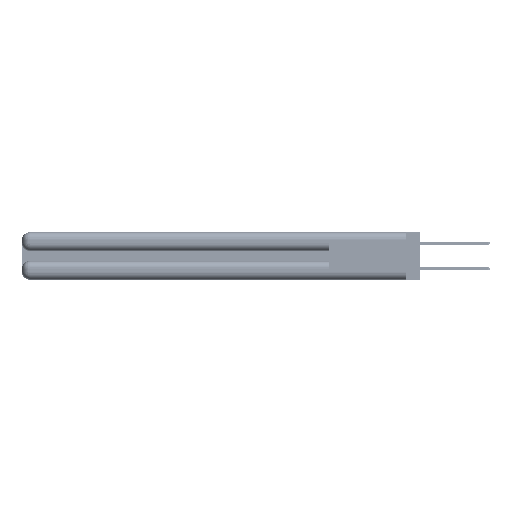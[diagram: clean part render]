
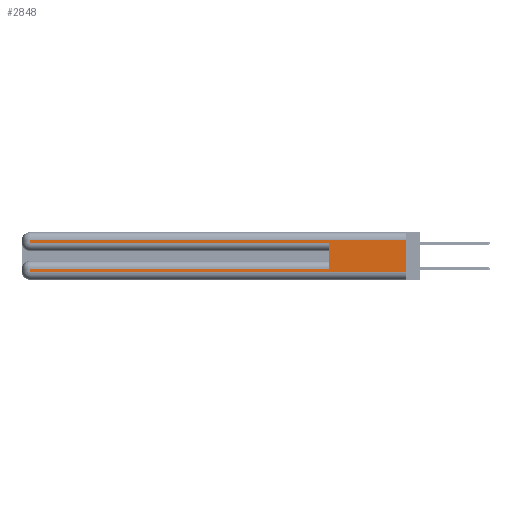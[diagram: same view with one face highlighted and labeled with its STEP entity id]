
A CAD part, left-side view. The second image highlights one B-rep face of the part: STEP entity #2848.
In plain terms, the highlighted planar face has unit normal (-1, 0, 0).
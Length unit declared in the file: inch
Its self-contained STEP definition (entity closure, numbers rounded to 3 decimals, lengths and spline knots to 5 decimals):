
#596 = PLANE ( 'NONE',  #56005 ) ;
#708 = DIRECTION ( 'NONE',  ( 0., 1., 0. ) ) ;
#1706 = LINE ( 'NONE', #27334, #17067 ) ;
#2848 = ADVANCED_FACE ( 'NONE', ( #28670 ), #596, .F. ) ;
#3219 = VECTOR ( 'NONE', #32556, 39.37008 ) ;
#3305 = CARTESIAN_POINT ( 'NONE',  ( 0., 2.94, 0.06 ) ) ;
#3728 = VECTOR ( 'NONE', #22985, 39.37008 ) ;
#4960 = ORIENTED_EDGE ( 'NONE', *, *, #18561, .T. ) ;
#4992 = CARTESIAN_POINT ( 'NONE',  ( 0., 0., 0.085 ) ) ;
#5625 = DIRECTION ( 'NONE',  ( 0., 0., -1. ) ) ;
#7618 = ORIENTED_EDGE ( 'NONE', *, *, #31158, .T. ) ;
#9503 = CARTESIAN_POINT ( 'NONE',  ( 0., 0., 0.31 ) ) ;
#10246 = VECTOR ( 'NONE', #49888, 39.37008 ) ;
#11034 = CARTESIAN_POINT ( 'NONE',  ( 0., 2.94, 0.085 ) ) ;
#13425 = CARTESIAN_POINT ( 'NONE',  ( 0., 0., 0.31 ) ) ;
#15764 = VECTOR ( 'NONE', #16566, 39.37008 ) ;
#16566 = DIRECTION ( 'NONE',  ( 0., 0., -1. ) ) ;
#17067 = VECTOR ( 'NONE', #27721, 39.37008 ) ;
#17213 = ORIENTED_EDGE ( 'NONE', *, *, #22275, .T. ) ;
#18020 = VERTEX_POINT ( 'NONE', #50555 ) ;
#18561 = EDGE_CURVE ( 'NONE', #48661, #51342, #1706, .T. ) ;
#19835 = EDGE_LOOP ( 'NONE', ( #45598, #44962, #17213, #7618, #22781, #49077, #51672, #4960 ) ) ;
#21208 = LINE ( 'NONE', #9503, #3728 ) ;
#22275 = EDGE_CURVE ( 'NONE', #18020, #46782, #47888, .T. ) ;
#22509 = LINE ( 'NONE', #46615, #35783 ) ;
#22781 = ORIENTED_EDGE ( 'NONE', *, *, #49095, .F. ) ;
#22985 = DIRECTION ( 'NONE',  ( 0., 1., 0. ) ) ;
#23573 = VERTEX_POINT ( 'NONE', #13425 ) ;
#23639 = EDGE_CURVE ( 'NONE', #23573, #18020, #21208, .T. ) ;
#24195 = LINE ( 'NONE', #54231, #3219 ) ;
#25259 = VECTOR ( 'NONE', #708, 39.37008 ) ;
#27334 = CARTESIAN_POINT ( 'NONE',  ( 0., 0., 0.06 ) ) ;
#27721 = DIRECTION ( 'NONE',  ( 0., -1., 0. ) ) ;
#28374 = EDGE_CURVE ( 'NONE', #23573, #51342, #56350, .T. ) ;
#28670 = FACE_OUTER_BOUND ( 'NONE', #19835, .T. ) ;
#30586 = CARTESIAN_POINT ( 'NONE',  ( 0., 2.94, 0.37 ) ) ;
#31158 = EDGE_CURVE ( 'NONE', #46782, #48073, #43578, .T. ) ;
#31476 = CARTESIAN_POINT ( 'NONE',  ( 0., 2.94, 0.285 ) ) ;
#32005 = VERTEX_POINT ( 'NONE', #34250 ) ;
#32178 = CARTESIAN_POINT ( 'NONE',  ( 0., 0., 0.37 ) ) ;
#32353 = CARTESIAN_POINT ( 'NONE',  ( 0., 0., 0.37 ) ) ;
#32556 = DIRECTION ( 'NONE',  ( 0., 0., 1. ) ) ;
#33069 = DIRECTION ( 'NONE',  ( 0., -1., 0. ) ) ;
#34250 = CARTESIAN_POINT ( 'NONE',  ( 0., 0.6, 0.085 ) ) ;
#35783 = VECTOR ( 'NONE', #55977, 39.37008 ) ;
#36521 = CARTESIAN_POINT ( 'NONE',  ( 0., 0., 0.06 ) ) ;
#36637 = VERTEX_POINT ( 'NONE', #11034 ) ;
#36698 = DIRECTION ( 'NONE',  ( 1., 0., 0. ) ) ;
#36981 = CARTESIAN_POINT ( 'NONE',  ( 0., 0., 0.285 ) ) ;
#42576 = EDGE_CURVE ( 'NONE', #36637, #48661, #22509, .T. ) ;
#42968 = EDGE_CURVE ( 'NONE', #32005, #36637, #53175, .T. ) ;
#43578 = LINE ( 'NONE', #36981, #54035 ) ;
#43797 = CARTESIAN_POINT ( 'NONE',  ( 0., 0.6, 0.285 ) ) ;
#44962 = ORIENTED_EDGE ( 'NONE', *, *, #23639, .T. ) ;
#45598 = ORIENTED_EDGE ( 'NONE', *, *, #28374, .F. ) ;
#46615 = CARTESIAN_POINT ( 'NONE',  ( 0., 2.94, 0.37 ) ) ;
#46782 = VERTEX_POINT ( 'NONE', #31476 ) ;
#47888 = LINE ( 'NONE', #30586, #15764 ) ;
#48073 = VERTEX_POINT ( 'NONE', #43797 ) ;
#48661 = VERTEX_POINT ( 'NONE', #3305 ) ;
#49077 = ORIENTED_EDGE ( 'NONE', *, *, #42968, .T. ) ;
#49095 = EDGE_CURVE ( 'NONE', #32005, #48073, #24195, .T. ) ;
#49888 = DIRECTION ( 'NONE',  ( 0., 0., -1. ) ) ;
#50555 = CARTESIAN_POINT ( 'NONE',  ( 0., 2.94, 0.31 ) ) ;
#51342 = VERTEX_POINT ( 'NONE', #36521 ) ;
#51672 = ORIENTED_EDGE ( 'NONE', *, *, #42576, .T. ) ;
#53175 = LINE ( 'NONE', #4992, #25259 ) ;
#54035 = VECTOR ( 'NONE', #33069, 39.37008 ) ;
#54231 = CARTESIAN_POINT ( 'NONE',  ( 0., 0.6, 0.145 ) ) ;
#55977 = DIRECTION ( 'NONE',  ( 0., 0., -1. ) ) ;
#56005 = AXIS2_PLACEMENT_3D ( 'NONE', #32178, #36698, #5625 ) ;
#56350 = LINE ( 'NONE', #32353, #10246 ) ;
